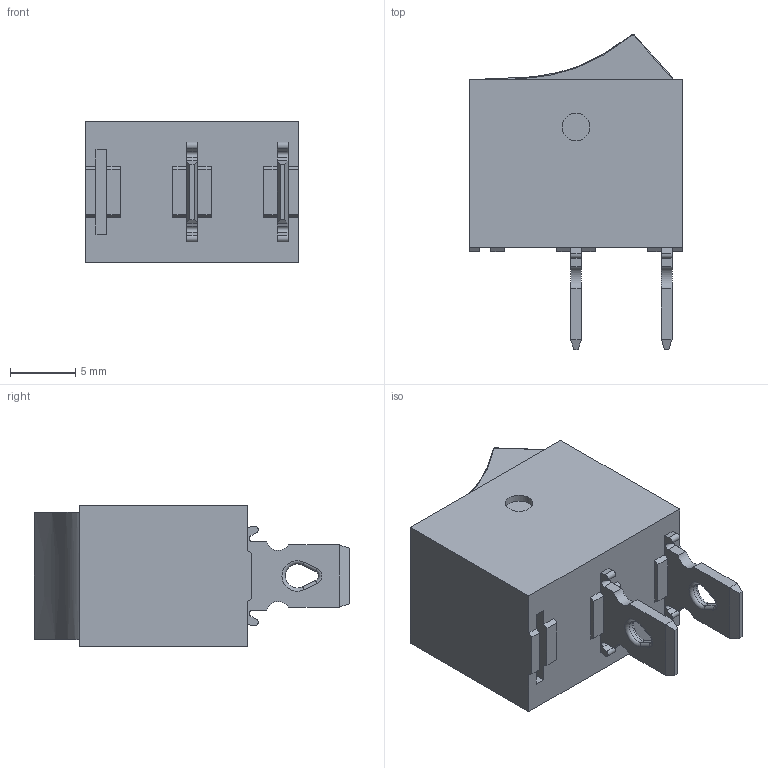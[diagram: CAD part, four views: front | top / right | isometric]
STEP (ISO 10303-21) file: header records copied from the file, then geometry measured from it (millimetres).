
FILE_DESCRIPTION(('STEP AP242'), '1');
FILE_NAME('Power Switch', '', ('UNSPECIFIED'), ('UNSPECIFIED'), 'C3D Converter', 'C3D Toolkit', '');
FILE_SCHEMA(('AP242_MANAGED_MODEL_BASED_3D_ENGINEERING_MIM_LF { 1 0 10303 442 1 1 4 }'));
Length unit declared in the file: millimetre
Products named in the file (1): Power Switch
Bounding box: 16.33 x 24.14 x 10.86 mm (x, y, z)
Volume: 2456.1 mm3; surface area: 1922.5 mm2
Topology: 4 solids, 4 shells, 130 faces, 320 edges, 204 vertices
Faces by surface type: plane 86, cylinder 31, torus 10, bspline 3
Full cylindrical faces by diameter (mm): 2.134 x2
Entity records: 4429 total; most frequent: CARTESIAN_POINT 1289, ORIENTED_EDGE 636, DIRECTION 622, EDGE_CURVE 318, LINE 238, VECTOR 238, VERTEX_POINT 204, AXIS2_PLACEMENT_3D 192
